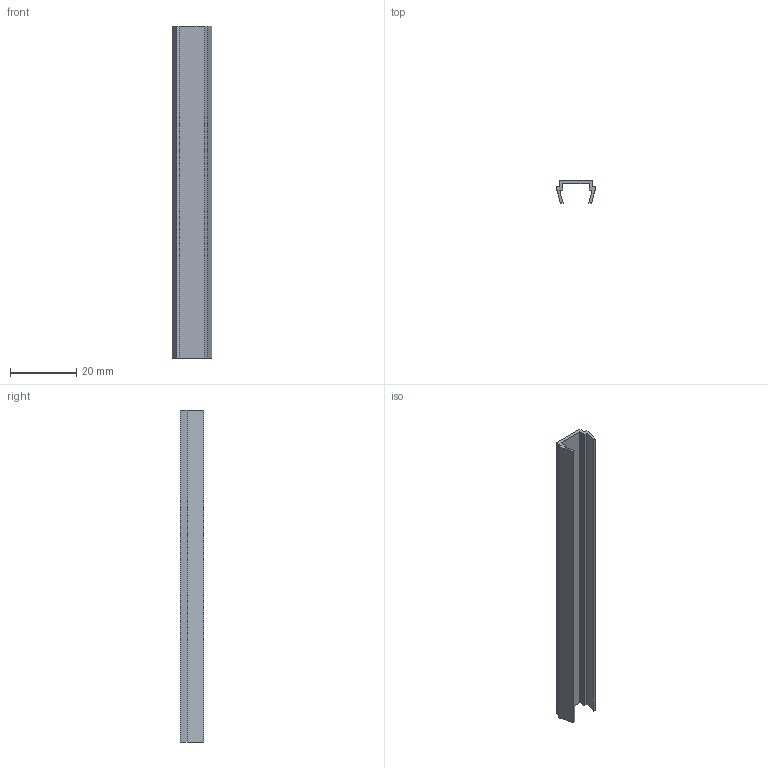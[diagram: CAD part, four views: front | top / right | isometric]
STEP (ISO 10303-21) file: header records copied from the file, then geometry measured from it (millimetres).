
FILE_DESCRIPTION(('Creo Elements/Direct Modeling STEP Export'),'2;1');
FILE_NAME('44.0300_Profilabdeckung-Nut-MMS-44_schwarz.stp','2022-03-21T 8:55:09',(''),(''),'PTC Creo Elements/Direct Modeling STEP processor for AP214 (Solid Model)','PTC Creo Elements/Direct Modeling 19.0C 15-Aug-2015 (C) Parametric Technology GmbH','');
FILE_SCHEMA(('AUTOMOTIVE_DESIGN { 1 0 10303 214 1 1 1 1 }'));
Length unit declared in the file: millimetre
Products named in the file (2): Profilabdeckung-Nut-MMS-44_schwarz_44.0300_PX171716
Assembly tree (1 placements, depth 2):
  Profilabdeckung-Nut-MMS-44_schwarz_44.0300_PX171716
    Profilabdeckung-Nut-MMS-44_schwarz_44.0300_PX171716
Bounding box: 12 x 7 x 100 mm (x, y, z)
Volume: 2221.7 mm3; surface area: 4974.3 mm2
Topology: 1 solids, 1 shells, 21 faces, 57 edges, 38 vertices
Faces by surface type: plane 19, cylinder 2
Entity records: 700 total; most frequent: CARTESIAN_POINT 118, ORIENTED_EDGE 114, DIRECTION 107, EDGE_CURVE 57, VECTOR 53, LINE 53, VERTEX_POINT 38, AXIS2_PLACEMENT_3D 27
